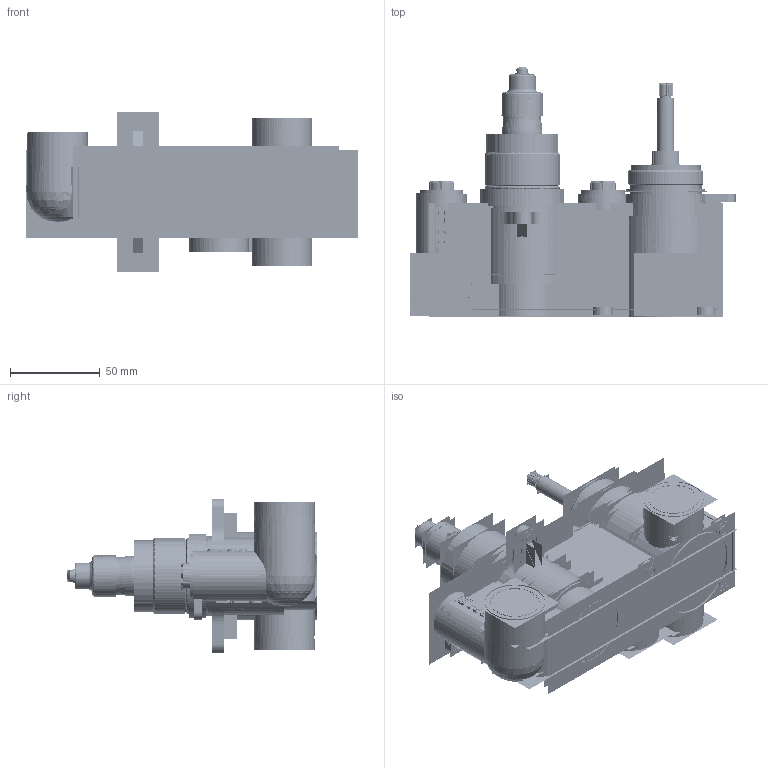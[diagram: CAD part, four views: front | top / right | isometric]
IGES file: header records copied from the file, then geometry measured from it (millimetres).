
Start section:  PTC IGES file: WLBP1500R+.igs
Global section: file name: WLBP1500R+.igs; native system: Pro/ENGINEER by Parametric Technology Corporation; preprocessor: 2009360; author: user152; organization: Unknown; date: 20200321.090818; units: millimetre
Bounding box: 185.12 x 139.57 x 89.47 mm (x, y, z)
Volume: 301946.6 mm3; surface area: 1545879.5 mm2
Topology: 33 solids, 56 shells, 5636 faces, 28956 edges, 36567 vertices
Faces by surface type: bspline 3462, revolution 2174
